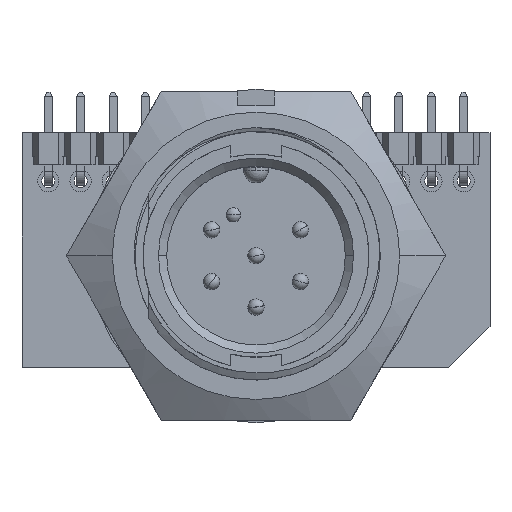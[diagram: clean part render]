
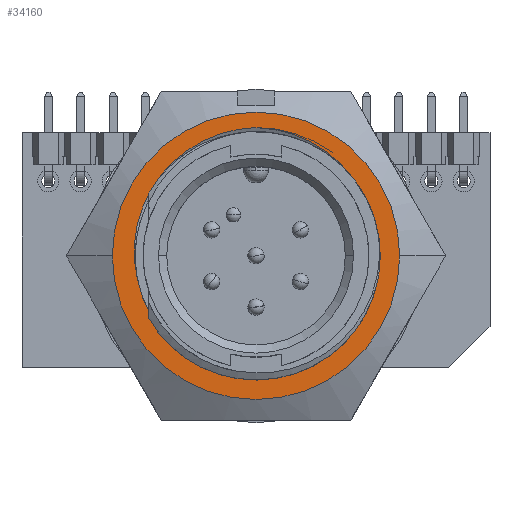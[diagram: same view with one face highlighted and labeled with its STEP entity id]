
A CAD part, top view. The second image highlights one B-rep face of the part: STEP entity #34160.
In plain terms, the highlighted planar face has unit normal (0, 0, 1).
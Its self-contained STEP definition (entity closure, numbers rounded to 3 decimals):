
#113 = DIRECTION ( 'NONE',  ( 0., 0., -1. ) ) ;
#853 = AXIS2_PLACEMENT_3D ( 'NONE', #31945, #15649, #34652 ) ;
#1417 = CARTESIAN_POINT ( 'NONE',  ( 0.57, 7.904, -8.066 ) ) ;
#1544 = CARTESIAN_POINT ( 'NONE',  ( 7.475, 1.355, -8.066 ) ) ;
#1566 = EDGE_CURVE ( 'NONE', #34102, #19873, #12941, .T. ) ;
#1675 = CARTESIAN_POINT ( 'NONE',  ( -8.89, 0., -8.066 ) ) ;
#2546 = CARTESIAN_POINT ( 'NONE',  ( -7.534, -0.057, -8.066 ) ) ;
#2658 = CARTESIAN_POINT ( 'NONE',  ( -1.142, 7.839, -8.066 ) ) ;
#3650 = ORIENTED_EDGE ( 'NONE', *, *, #1566, .F. ) ;
#4180 = CARTESIAN_POINT ( 'NONE',  ( 1.417, 7.769, -8.066 ) ) ;
#4308 = CARTESIAN_POINT ( 'NONE',  ( 7.532, -0.351, -8.066 ) ) ;
#4948 = CARTESIAN_POINT ( 'NONE',  ( 0., 7.938, -8.066 ) ) ;
#5277 = CARTESIAN_POINT ( 'NONE',  ( -7.475, 1.358, -8.066 ) ) ;
#5398 = CARTESIAN_POINT ( 'NONE',  ( 0., 7.938, -8.066 ) ) ;
#5709 = CARTESIAN_POINT ( 'NONE',  ( 0., 0., -8.066 ) ) ;
#5760 = ORIENTED_EDGE ( 'NONE', *, *, #33917, .F. ) ;
#5861 = VERTEX_POINT ( 'NONE', #19666 ) ;
#6576 = EDGE_CURVE ( 'NONE', #7936, #5861, #16233, .T. ) ;
#6922 = CARTESIAN_POINT ( 'NONE',  ( 2.774, 7.36, -8.066 ) ) ;
#6924 = EDGE_CURVE ( 'NONE', #19873, #34102, #21222, .T. ) ;
#7037 = CARTESIAN_POINT ( 'NONE',  ( 7.334, -1.47, -8.066 ) ) ;
#7871 = FACE_OUTER_BOUND ( 'NONE', #27579, .T. ) ;
#7936 = VERTEX_POINT ( 'NONE', #4948 ) ;
#8031 = CARTESIAN_POINT ( 'NONE',  ( -7.04, 3.009, -8.066 ) ) ;
#8462 = DIRECTION ( 'NONE',  ( -1., 0., 0. ) ) ;
#8491 = AXIS2_PLACEMENT_3D ( 'NONE', #31084, #14816, #33798 ) ;
#9666 = CARTESIAN_POINT ( 'NONE',  ( 4.269, 6.536, -8.066 ) ) ;
#9866 = B_SPLINE_CURVE_WITH_KNOTS ( 'NONE', 3,
 ( #34899, #13391, #35116, #18847, #2546, #21545, #5277, #24277, #8031, #27038, #10767, #29794, #13509, #32503, #16235, #35241, #18961, #2658, #21671, #5398 ),
 .UNSPECIFIED., .F., .F.,
 ( 4, 2, 2, 2, 2, 2, 2, 2, 2, 4 ),
 ( 0., 0.001, 0.002, 0.003, 0.005, 0.007, 0.009, 0.01, 0.012, 0.014 ),
 .UNSPECIFIED. ) ;
#10767 = CARTESIAN_POINT ( 'NONE',  ( -6.251, 4.521, -8.066 ) ) ;
#12410 = CARTESIAN_POINT ( 'NONE',  ( 5.55, 5.413, -8.066 ) ) ;
#12941 = CIRCLE ( 'NONE', #8491, 8.89 ) ;
#13391 = CARTESIAN_POINT ( 'NONE',  ( -7.4, -1.192, -8.066 ) ) ;
#13508 = CARTESIAN_POINT ( 'NONE',  ( 8.89, 0., -8.066 ) ) ;
#13509 = CARTESIAN_POINT ( 'NONE',  ( -5.156, 5.813, -8.066 ) ) ;
#14816 = DIRECTION ( 'NONE',  ( 0., 0., -1. ) ) ;
#15136 = CARTESIAN_POINT ( 'NONE',  ( 6.557, 4.028, -8.066 ) ) ;
#15649 = DIRECTION ( 'NONE',  ( 0., 0., 1. ) ) ;
#16233 = B_SPLINE_CURVE_WITH_KNOTS ( 'NONE', 3,
 ( #34027, #31283, #1417, #20459, #4180, #23167, #6922, #25937, #9666, #28680, #12410, #31411, #15136, #34143, #17871, #1544, #20566, #4308, #23292, #7037 ),
 .UNSPECIFIED., .F., .F.,
 ( 4, 2, 2, 2, 2, 2, 2, 2, 2, 4 ),
 ( 0., 0.001, 0.002, 0.003, 0.005, 0.007, 0.009, 0.01, 0.012, 0.014 ),
 .UNSPECIFIED. ) ;
#16235 = CARTESIAN_POINT ( 'NONE',  ( -3.795, 6.844, -8.066 ) ) ;
#16461 = PLANE ( 'NONE',  #28240 ) ;
#17871 = CARTESIAN_POINT ( 'NONE',  ( 7.23, 2.457, -8.066 ) ) ;
#18548 = ORIENTED_EDGE ( 'NONE', *, *, #6924, .F. ) ;
#18847 = CARTESIAN_POINT ( 'NONE',  ( -7.517, -0.343, -8.066 ) ) ;
#18945 = AXIS2_PLACEMENT_3D ( 'NONE', #5709, #24715, #8462 ) ;
#18960 = CARTESIAN_POINT ( 'NONE',  ( -5.866, -10.16, -8.066 ) ) ;
#18961 = CARTESIAN_POINT ( 'NONE',  ( -2.248, 7.557, -8.066 ) ) ;
#19195 = DIRECTION ( 'NONE',  ( -1., 0., 0. ) ) ;
#19666 = CARTESIAN_POINT ( 'NONE',  ( 7.334, -1.47, -8.066 ) ) ;
#19873 = VERTEX_POINT ( 'NONE', #1675 ) ;
#20459 = CARTESIAN_POINT ( 'NONE',  ( 1.136, 7.824, -8.066 ) ) ;
#20460 = ORIENTED_EDGE ( 'NONE', *, *, #25789, .T. ) ;
#20566 = CARTESIAN_POINT ( 'NONE',  ( 7.537, 0.781, -8.066 ) ) ;
#20927 = ORIENTED_EDGE ( 'NONE', *, *, #6576, .T. ) ;
#21222 = CIRCLE ( 'NONE', #18945, 8.89 ) ;
#21545 = CARTESIAN_POINT ( 'NONE',  ( -7.536, 0.794, -8.066 ) ) ;
#21671 = CARTESIAN_POINT ( 'NONE',  ( -0.572, 7.92, -8.066 ) ) ;
#23167 = CARTESIAN_POINT ( 'NONE',  ( 2.242, 7.558, -8.066 ) ) ;
#23292 = CARTESIAN_POINT ( 'NONE',  ( 7.466, -0.913, -8.066 ) ) ;
#24277 = CARTESIAN_POINT ( 'NONE',  ( -7.225, 2.475, -8.066 ) ) ;
#24715 = DIRECTION ( 'NONE',  ( 0., 0., -1. ) ) ;
#25789 = EDGE_CURVE ( 'NONE', #26794, #7936, #9866, .T. ) ;
#25937 = CARTESIAN_POINT ( 'NONE',  ( 3.795, 6.845, -8.066 ) ) ;
#26794 = VERTEX_POINT ( 'NONE', #30685 ) ;
#27038 = CARTESIAN_POINT ( 'NONE',  ( -6.555, 4.03, -8.066 ) ) ;
#27579 = EDGE_LOOP ( 'NONE', ( #18548, #3650 ) ) ;
#28240 = AXIS2_PLACEMENT_3D ( 'NONE', #18960, #113, #19195 ) ;
#28680 = CARTESIAN_POINT ( 'NONE',  ( 5.145, 5.822, -8.066 ) ) ;
#29579 = FACE_BOUND ( 'NONE', #34244, .T. ) ;
#29794 = CARTESIAN_POINT ( 'NONE',  ( -5.552, 5.41, -8.066 ) ) ;
#30685 = CARTESIAN_POINT ( 'NONE',  ( -7.334, -1.47, -8.066 ) ) ;
#31084 = CARTESIAN_POINT ( 'NONE',  ( 0., 0., -8.066 ) ) ;
#31283 = CARTESIAN_POINT ( 'NONE',  ( 0.286, 7.929, -8.066 ) ) ;
#31411 = CARTESIAN_POINT ( 'NONE',  ( 6.255, 4.516, -8.066 ) ) ;
#31945 = CARTESIAN_POINT ( 'NONE',  ( 0., 0., -8.066 ) ) ;
#32503 = CARTESIAN_POINT ( 'NONE',  ( -4.27, 6.536, -8.066 ) ) ;
#33798 = DIRECTION ( 'NONE',  ( -1., 0., 0. ) ) ;
#33917 = EDGE_CURVE ( 'NONE', #26794, #5861, #34677, .T. ) ;
#34027 = CARTESIAN_POINT ( 'NONE',  ( 0., 7.938, -8.066 ) ) ;
#34102 = VERTEX_POINT ( 'NONE', #13508 ) ;
#34143 = CARTESIAN_POINT ( 'NONE',  ( 7.047, 2.994, -8.066 ) ) ;
#34160 = ADVANCED_FACE ( 'NONE', ( #29579, #7871 ), #16461, .F. ) ;
#34244 = EDGE_LOOP ( 'NONE', ( #20460, #20927, #5760 ) ) ;
#34652 = DIRECTION ( 'NONE',  ( 1., 0., 0. ) ) ;
#34677 = CIRCLE ( 'NONE', #853, 7.48 ) ;
#34899 = CARTESIAN_POINT ( 'NONE',  ( -7.334, -1.47, -8.066 ) ) ;
#35116 = CARTESIAN_POINT ( 'NONE',  ( -7.45, -0.91, -8.066 ) ) ;
#35241 = CARTESIAN_POINT ( 'NONE',  ( -2.787, 7.354, -8.066 ) ) ;
